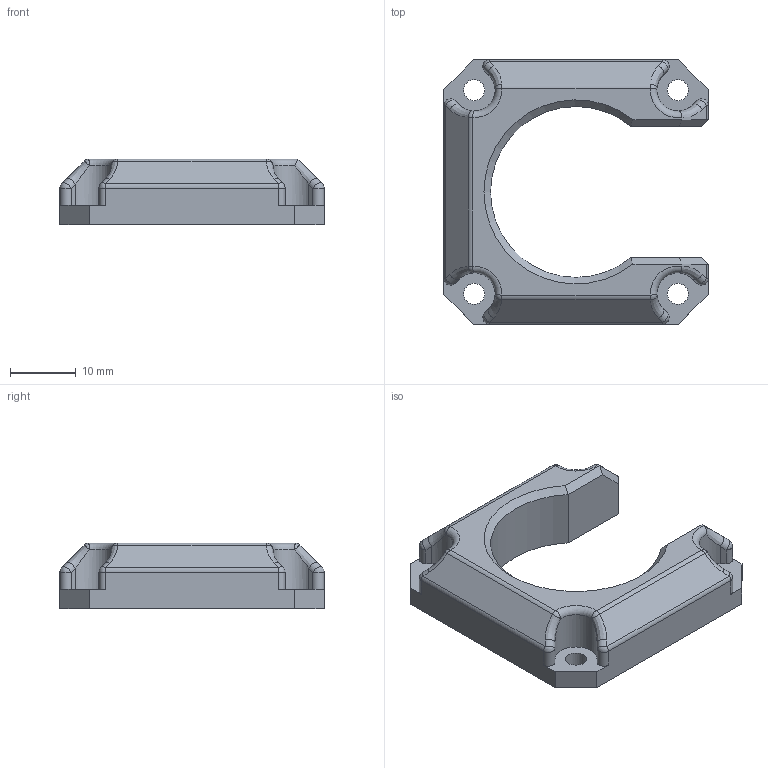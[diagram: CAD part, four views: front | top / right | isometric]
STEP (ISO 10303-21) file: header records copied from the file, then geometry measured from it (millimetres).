
FILE_DESCRIPTION(/* description */ (''),/* implementation_level */ '2;1');
FILE_NAME(/* name */ 'x-Axis_motor_cover.step',/* time_stamp */ '2020-09-13T15:13:33+07:00',/* author */ (''),/* organization */ (''),/* preprocessor_version */ 'ST-DEVELOPER v18.1',/* originating_system */ 'Autodesk Translation Framework v9.3.0.1241',/* authorisation */ '');
FILE_SCHEMA (('AUTOMOTIVE_DESIGN { 1 0 10303 214 3 1 1 }'));
Length unit declared in the file: millimetre
Products named in the file (1): Cover Motor X
Bounding box: 40.2 x 40.2 x 10 mm (x, y, z)
Volume: 6731.9 mm3; surface area: 3659.7 mm2
Topology: 1 solids, 1 shells, 96 faces, 232 edges, 134 vertices
Faces by surface type: plane 36, cylinder 33, sphere 14, bspline 8, torus 4, cone 1
Full cylindrical faces by diameter (mm): 3.2 x4
Entity records: 3430 total; most frequent: CARTESIAN_POINT 1178, DIRECTION 473, ORIENTED_EDGE 456, EDGE_CURVE 228, AXIS2_PLACEMENT_3D 176, VERTEX_POINT 134, LINE 121, VECTOR 121
